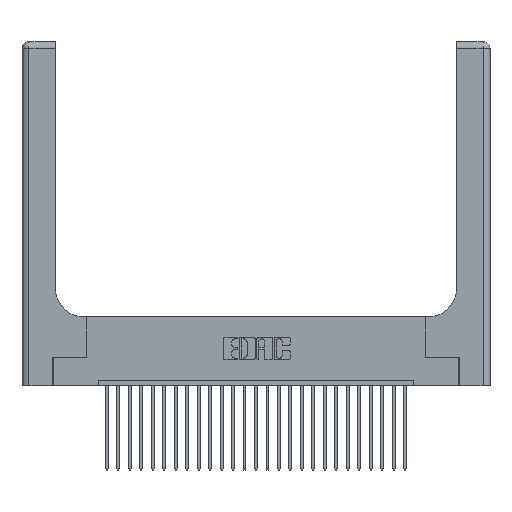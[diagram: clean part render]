
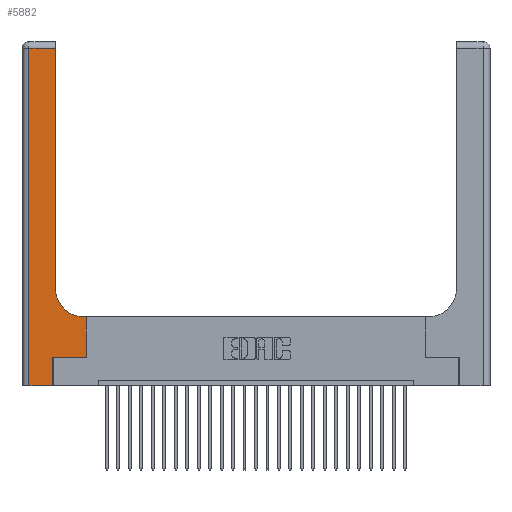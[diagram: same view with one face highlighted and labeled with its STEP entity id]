
A CAD part, top view. The second image highlights one B-rep face of the part: STEP entity #5882.
In plain terms, the highlighted planar face has unit normal (0, 0, 1).
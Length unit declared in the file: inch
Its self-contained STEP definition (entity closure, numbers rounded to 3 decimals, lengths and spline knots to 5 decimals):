
#421 = PLANE ( 'NONE',  #16757 ) ;
#913 = LINE ( 'NONE', #25559, #12885 ) ;
#979 = VERTEX_POINT ( 'NONE', #8774 ) ;
#2047 = CARTESIAN_POINT ( 'NONE',  ( 0.5585, 0.6, 0.37 ) ) ;
#2518 = VERTEX_POINT ( 'NONE', #21599 ) ;
#3490 = CARTESIAN_POINT ( 'NONE',  ( 0.06, 3., 0.37 ) ) ;
#3558 = VERTEX_POINT ( 'NONE', #24598 ) ;
#3621 = EDGE_CURVE ( 'NONE', #3558, #5672, #913, .T. ) ;
#3792 = CARTESIAN_POINT ( 'NONE',  ( 0.2915, 3., 0.37 ) ) ;
#3980 = DIRECTION ( 'NONE',  ( 0., 1., 0. ) ) ;
#4089 = DIRECTION ( 'NONE',  ( 0., 1., 0. ) ) ;
#4145 = ORIENTED_EDGE ( 'NONE', *, *, #5751, .T. ) ;
#4218 = AXIS2_PLACEMENT_3D ( 'NONE', #7699, #27405, #25422 ) ;
#4564 = VECTOR ( 'NONE', #13464, 39.37008 ) ;
#5227 = ORIENTED_EDGE ( 'NONE', *, *, #21624, .T. ) ;
#5589 = ORIENTED_EDGE ( 'NONE', *, *, #18114, .T. ) ;
#5672 = VERTEX_POINT ( 'NONE', #6097 ) ;
#5751 = EDGE_CURVE ( 'NONE', #10977, #12186, #19794, .T. ) ;
#5838 = CARTESIAN_POINT ( 'NONE',  ( 0.5415, 0.6, 0.37 ) ) ;
#5860 = CARTESIAN_POINT ( 'NONE',  ( 0., 2.94, 0.37 ) ) ;
#5882 = ADVANCED_FACE ( 'NONE', ( #20459 ), #421, .F. ) ;
#5984 = CIRCLE ( 'NONE', #4218, 0.25 ) ;
#6097 = CARTESIAN_POINT ( 'NONE',  ( 0.269, 0.25, 0.37 ) ) ;
#6269 = VECTOR ( 'NONE', #24525, 39.37008 ) ;
#6951 = CARTESIAN_POINT ( 'NONE',  ( 0.269, 0.25, 0.37 ) ) ;
#7008 = LINE ( 'NONE', #3792, #13336 ) ;
#7699 = CARTESIAN_POINT ( 'NONE',  ( 0.5415, 0.85, 0.37 ) ) ;
#8774 = CARTESIAN_POINT ( 'NONE',  ( 0.5585, 0.25, 0.37 ) ) ;
#9480 = ORIENTED_EDGE ( 'NONE', *, *, #14621, .T. ) ;
#10428 = VERTEX_POINT ( 'NONE', #18685 ) ;
#10560 = VECTOR ( 'NONE', #20532, 39.37008 ) ;
#10635 = CARTESIAN_POINT ( 'NONE',  ( 0.2915, 0.6, 0.37 ) ) ;
#10818 = DIRECTION ( 'NONE',  ( -1., 0., 0. ) ) ;
#10977 = VERTEX_POINT ( 'NONE', #2047 ) ;
#11929 = LINE ( 'NONE', #21612, #16243 ) ;
#12006 = EDGE_CURVE ( 'NONE', #2518, #3558, #17919, .T. ) ;
#12186 = VERTEX_POINT ( 'NONE', #5838 ) ;
#12723 = EDGE_CURVE ( 'NONE', #23824, #25329, #18910, .T. ) ;
#12885 = VECTOR ( 'NONE', #4089, 39.37008 ) ;
#13131 = DIRECTION ( 'NONE',  ( 0., 1., 0. ) ) ;
#13336 = VECTOR ( 'NONE', #3980, 39.37008 ) ;
#13464 = DIRECTION ( 'NONE',  ( 1., 0., 0. ) ) ;
#13770 = EDGE_CURVE ( 'NONE', #12186, #10428, #5984, .T. ) ;
#14100 = ORIENTED_EDGE ( 'NONE', *, *, #12006, .T. ) ;
#14506 = ORIENTED_EDGE ( 'NONE', *, *, #12723, .T. ) ;
#14621 = EDGE_CURVE ( 'NONE', #979, #10977, #11929, .T. ) ;
#15748 = VECTOR ( 'NONE', #18383, 39.37008 ) ;
#16243 = VECTOR ( 'NONE', #13131, 39.37008 ) ;
#16757 = AXIS2_PLACEMENT_3D ( 'NONE', #26080, #21810, #26171 ) ;
#17629 = CARTESIAN_POINT ( 'NONE',  ( 0.06, 2.94, 0.37 ) ) ;
#17901 = ORIENTED_EDGE ( 'NONE', *, *, #13770, .T. ) ;
#17919 = LINE ( 'NONE', #18258, #6269 ) ;
#18114 = EDGE_CURVE ( 'NONE', #25329, #2518, #27091, .T. ) ;
#18258 = CARTESIAN_POINT ( 'NONE',  ( 0., 0., 0.37 ) ) ;
#18383 = DIRECTION ( 'NONE',  ( 0., -1., 0. ) ) ;
#18685 = CARTESIAN_POINT ( 'NONE',  ( 0.2915, 0.85, 0.37 ) ) ;
#18910 = LINE ( 'NONE', #5860, #10560 ) ;
#19794 = LINE ( 'NONE', #10635, #20809 ) ;
#19985 = EDGE_LOOP ( 'NONE', ( #22290, #14506, #5589, #14100, #24107, #5227, #9480, #4145, #17901 ) ) ;
#20459 = FACE_OUTER_BOUND ( 'NONE', #19985, .T. ) ;
#20532 = DIRECTION ( 'NONE',  ( -1., 0., 0. ) ) ;
#20809 = VECTOR ( 'NONE', #10818, 39.37008 ) ;
#20877 = LINE ( 'NONE', #6951, #4564 ) ;
#21599 = CARTESIAN_POINT ( 'NONE',  ( 0.06, 0., 0.37 ) ) ;
#21612 = CARTESIAN_POINT ( 'NONE',  ( 0.5585, 0.25, 0.37 ) ) ;
#21624 = EDGE_CURVE ( 'NONE', #5672, #979, #20877, .T. ) ;
#21810 = DIRECTION ( 'NONE',  ( 0., 0., -1. ) ) ;
#22290 = ORIENTED_EDGE ( 'NONE', *, *, #25221, .T. ) ;
#23824 = VERTEX_POINT ( 'NONE', #24935 ) ;
#24107 = ORIENTED_EDGE ( 'NONE', *, *, #3621, .T. ) ;
#24525 = DIRECTION ( 'NONE',  ( 1., 0., 0. ) ) ;
#24598 = CARTESIAN_POINT ( 'NONE',  ( 0.269, 0., 0.37 ) ) ;
#24935 = CARTESIAN_POINT ( 'NONE',  ( 0.2915, 2.94, 0.37 ) ) ;
#25221 = EDGE_CURVE ( 'NONE', #10428, #23824, #7008, .T. ) ;
#25329 = VERTEX_POINT ( 'NONE', #17629 ) ;
#25422 = DIRECTION ( 'NONE',  ( 1., 0., 0. ) ) ;
#25559 = CARTESIAN_POINT ( 'NONE',  ( 0.269, 0., 0.37 ) ) ;
#26080 = CARTESIAN_POINT ( 'NONE',  ( 0., 3., 0.37 ) ) ;
#26171 = DIRECTION ( 'NONE',  ( -1., 0., 0. ) ) ;
#27091 = LINE ( 'NONE', #3490, #15748 ) ;
#27405 = DIRECTION ( 'NONE',  ( 0., 0., -1. ) ) ;
